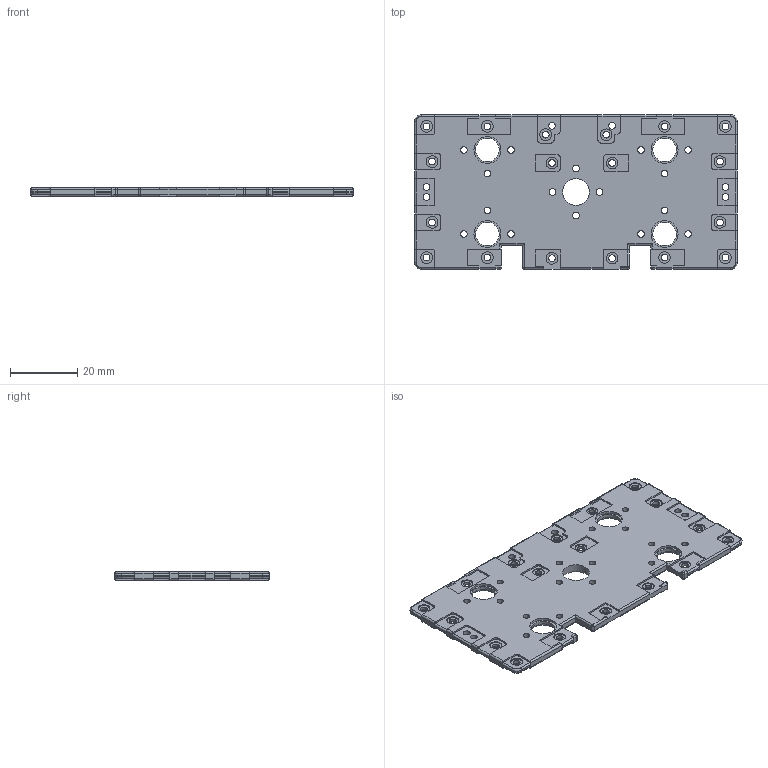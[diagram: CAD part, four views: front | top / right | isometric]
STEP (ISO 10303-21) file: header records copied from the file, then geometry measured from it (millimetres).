
FILE_DESCRIPTION (( 'STEP AP214' ), '1' );
FILE_NAME ('DRB-0001.step', '2015-02-11T17:07:35', ( 'Alexandre' ), ( '' ), 'SwSTEP 2.0', 'SolidWorks 2015', '' );
FILE_SCHEMA (( 'AUTOMOTIVE_DESIGN' ));
Length unit declared in the file: millimetre
Products named in the file (1): DRB-0001
Bounding box: 96 x 46 x 2.5 mm (x, y, z)
Volume: 8986.1 mm3; surface area: 9723.9 mm2
Topology: 1 solids, 1 shells, 616 faces, 1642 edges, 1068 vertices
Faces by surface type: cylinder 338, plane 262, sphere 8, torus 8
Entity records: 26376 total; most frequent: DIRECTION 3512, CARTESIAN_POINT 3479, ORIENTED_EDGE 3268, EDGE_CURVE 1634, AXIS2_PLACEMENT_3D 1277, VERTEX_POINT 1068, LINE 958, VECTOR 958
